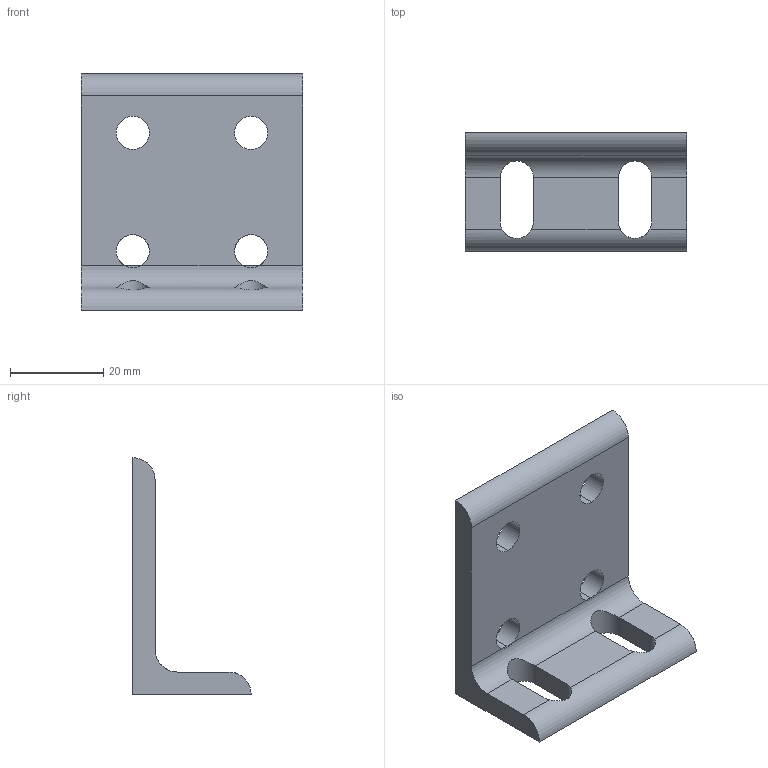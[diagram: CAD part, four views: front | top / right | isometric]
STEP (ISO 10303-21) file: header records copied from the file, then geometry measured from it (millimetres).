
FILE_DESCRIPTION((''),'2;1');
FILE_NAME('10CB4225.stp','2015-07-07T13:26:54',(''),(''),'Mechanical Desktop 2011','Mechanical Desktop 2011',', , ');
FILE_SCHEMA(('AUTOMOTIVE_DESIGN { 1 2 10303 214 1 1 1 1 }'));
Length unit declared in the file: inch
Products named in the file (1): Product
Bounding box: 47.62 x 25.4 x 50.8 mm (x, y, z)
Volume: 14212.7 mm3; surface area: 7724.9 mm2
Topology: 1 solids, 1 shells, 29 faces, 85 edges, 54 vertices
Faces by surface type: cylinder 15, plane 14
Entity records: 1110 total; most frequent: CARTESIAN_POINT 247, DIRECTION 175, ORIENTED_EDGE 170, EDGE_CURVE 85, AXIS2_PLACEMENT_3D 64, VERTEX_POINT 54, VECTOR 47, LINE 47
